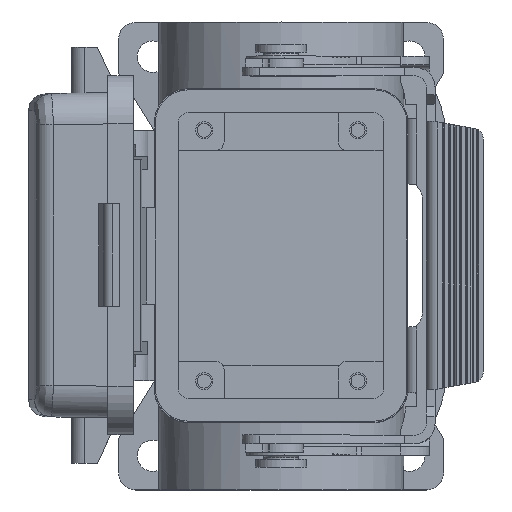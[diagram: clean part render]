
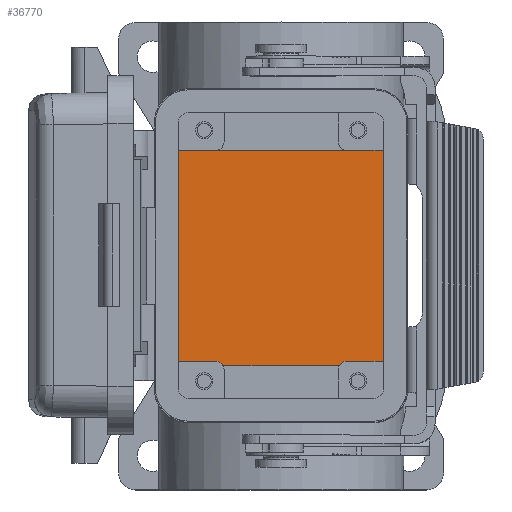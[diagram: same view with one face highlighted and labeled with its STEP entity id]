
A CAD part, top view. The second image highlights one B-rep face of the part: STEP entity #36770.
In plain terms, the highlighted planar face has unit normal (0, 0, 1).
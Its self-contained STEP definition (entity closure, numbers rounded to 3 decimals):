
#32560=CARTESIAN_POINT('',(18.5,-18.25,-60.));
#32570=VERTEX_POINT('',#32560);
#32600=CARTESIAN_POINT('',(18.5,-18.25,-60.));
#32610=DIRECTION('',(0.,1.,0.));
#32620=VECTOR('',#32610,36.5);
#32630=LINE('',#32600,#32620);
#32640=CARTESIAN_POINT('',(18.5,18.25,-60.));
#32650=VERTEX_POINT('',#32640);
#32660=EDGE_CURVE('',#32570,#32650,#32630,.T.);
#33200=CARTESIAN_POINT('',(-19.25,10.201,-60.));
#33210=VERTEX_POINT('',#33200);
#33240=CARTESIAN_POINT('',(-19.25,10.201,-60.));
#33250=DIRECTION('',(0.,-1.,0.));
#33260=VECTOR('',#33250,20.402);
#33270=LINE('',#33240,#33260);
#33280=CARTESIAN_POINT('',(-19.25,-10.201,-60.));
#33290=VERTEX_POINT('',#33280);
#33300=EDGE_CURVE('',#33210,#33290,#33270,.T.);
#34260=CARTESIAN_POINT('',(-20.,-11.5,-60.));
#34270=DIRECTION('',(0.,0.,-1.));
#34280=DIRECTION('',(-1.,0.,0.));
#34290=AXIS2_PLACEMENT_3D('',#34260,#34270,#34280);
#34300=CIRCLE('',#34290,1.5);
#34310=CARTESIAN_POINT('',(-18.5,-11.5,-60.));
#34320=VERTEX_POINT('',#34310);
#34330=EDGE_CURVE('',#33290,#34320,#34300,.T.);
#36200=CARTESIAN_POINT('',(-18.5,-11.5,-60.));
#36210=DIRECTION('',(0.,-1.,0.));
#36220=VECTOR('',#36210,6.75);
#36230=LINE('',#36200,#36220);
#36240=CARTESIAN_POINT('',(-18.5,-18.25,-60.));
#36250=VERTEX_POINT('',#36240);
#36260=EDGE_CURVE('',#34320,#36250,#36230,.T.);
#36370=CARTESIAN_POINT('',(0.,0.,-60.));
#36380=DIRECTION('',(0.,0.,1.));
#36390=DIRECTION('',(1.,0.,0.));
#36400=AXIS2_PLACEMENT_3D('',#36370,#36380,#36390);
#36410=PLANE('',#36400);
#36420=CARTESIAN_POINT('',(-20.,11.5,-60.));
#36430=DIRECTION('',(0.,0.,-1.));
#36440=DIRECTION('',(0.,-1.,0.));
#36450=AXIS2_PLACEMENT_3D('',#36420,#36430,#36440);
#36460=CIRCLE('',#36450,1.5);
#36470=CARTESIAN_POINT('',(-18.5,11.5,-60.));
#36480=VERTEX_POINT('',#36470);
#36490=EDGE_CURVE('',#36480,#33210,#36460,.T.);
#36500=ORIENTED_EDGE('',*,*,#36490,.T.);
#36510=CARTESIAN_POINT('',(-18.5,18.25,-60.));
#36520=DIRECTION('',(0.,-1.,0.));
#36530=VECTOR('',#36520,6.75);
#36540=LINE('',#36510,#36530);
#36550=CARTESIAN_POINT('',(-18.5,18.25,-60.));
#36560=VERTEX_POINT('',#36550);
#36570=EDGE_CURVE('',#36560,#36480,#36540,.T.);
#36580=ORIENTED_EDGE('',*,*,#36570,.T.);
#36590=CARTESIAN_POINT('',(18.5,18.25,-60.));
#36600=DIRECTION('',(-1.,0.,0.));
#36610=VECTOR('',#36600,37.);
#36620=LINE('',#36590,#36610);
#36630=EDGE_CURVE('',#32650,#36560,#36620,.T.);
#36640=ORIENTED_EDGE('',*,*,#36630,.T.);
#36650=ORIENTED_EDGE('',*,*,#32660,.T.);
#36660=CARTESIAN_POINT('',(-18.5,-18.25,-60.));
#36670=DIRECTION('',(1.,0.,0.));
#36680=VECTOR('',#36670,37.);
#36690=LINE('',#36660,#36680);
#36700=EDGE_CURVE('',#36250,#32570,#36690,.T.);
#36710=ORIENTED_EDGE('',*,*,#36700,.T.);
#36720=ORIENTED_EDGE('',*,*,#36260,.T.);
#36730=ORIENTED_EDGE('',*,*,#34330,.T.);
#36740=ORIENTED_EDGE('',*,*,#33300,.T.);
#36750=EDGE_LOOP('',(#36740,#36730,#36720,#36710,#36650,#36640,#36580,
#36500));
#36760=FACE_OUTER_BOUND('',#36750,.T.);
#36770=ADVANCED_FACE('',(#36760),#36410,.T.);
